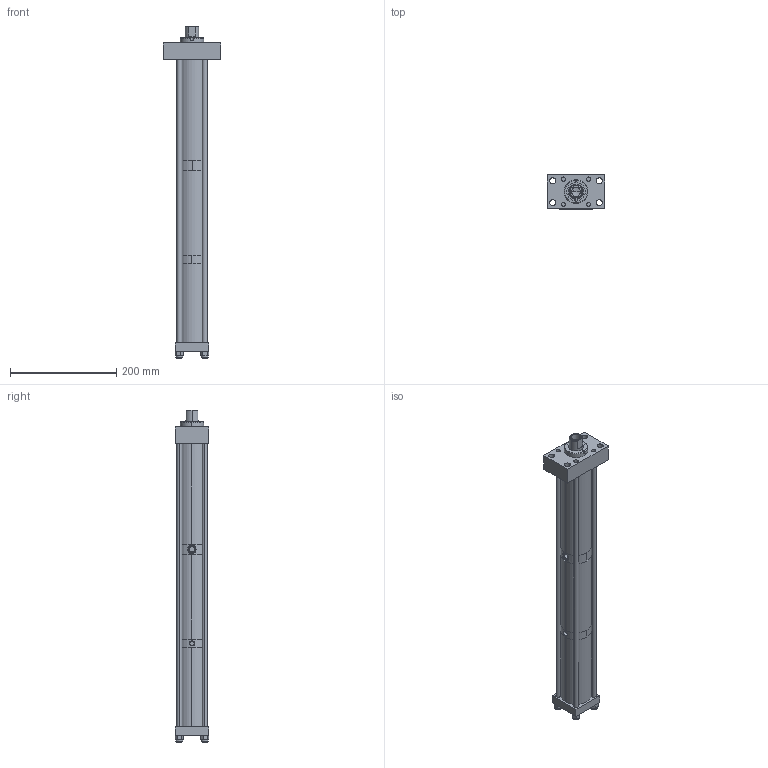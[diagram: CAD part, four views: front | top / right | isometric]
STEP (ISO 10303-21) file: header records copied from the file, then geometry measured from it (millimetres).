
FILE_DESCRIPTION (( 'STEP AP203' ), '1' );
FILE_NAME ('HPI-1-2.00-.50-FH-2020.STEP', '2020-04-14T19:01:07', ( '' ), ( '' ), 'SwSTEP 2.0', 'SolidWorks 2018', '' );
FILE_SCHEMA (( 'CONFIG_CONTROL_DESIGN' ));
Length unit declared in the file: inch
Products named in the file (13): F0103.STEP; E0111_2.0.STEP; HPI-1-2.00-.50-FH-2020; EI0114_.50.STEP; E0104.STEP; NLN .375.STEP; E0101.STEP; E0118_2.0-.50.STEP; E0113.STEP; HPI-1-2.00-.50-FH.STEP; E0164.STEP; G0110.STEP; EI0105_2.0-.50.STEP
Assembly tree (18 placements, depth 3):
  HPI-1-2.00-.50-FH-2020
    HPI-1-2.00-.50-FH.STEP
      EI0105_2.0-.50.STEP
      E0111_2.0.STEP
      E0118_2.0-.50.STEP  x4
      NLN .375.STEP  x4
      EI0114_.50.STEP
      F0103.STEP
      E0164.STEP
      G0110.STEP
      E0101.STEP
      E0104.STEP
      E0113.STEP
Bounding box: 107.9 x 63.5 x 623.87 mm (x, y, z)
Volume: 847083.4 mm3; surface area: 344783.4 mm2
Topology: 17 solids, 17 shells, 297 faces, 646 edges, 418 vertices
Faces by surface type: cylinder 155, plane 114, cone 28
Entity records: 8944 total; most frequent: CARTESIAN_POINT 1837, DIRECTION 1287, ORIENTED_EDGE 1036, AXIS2_PLACEMENT_3D 536, EDGE_CURVE 518, VERTEX_POINT 334, EDGE_LOOP 310, CIRCLE 277
